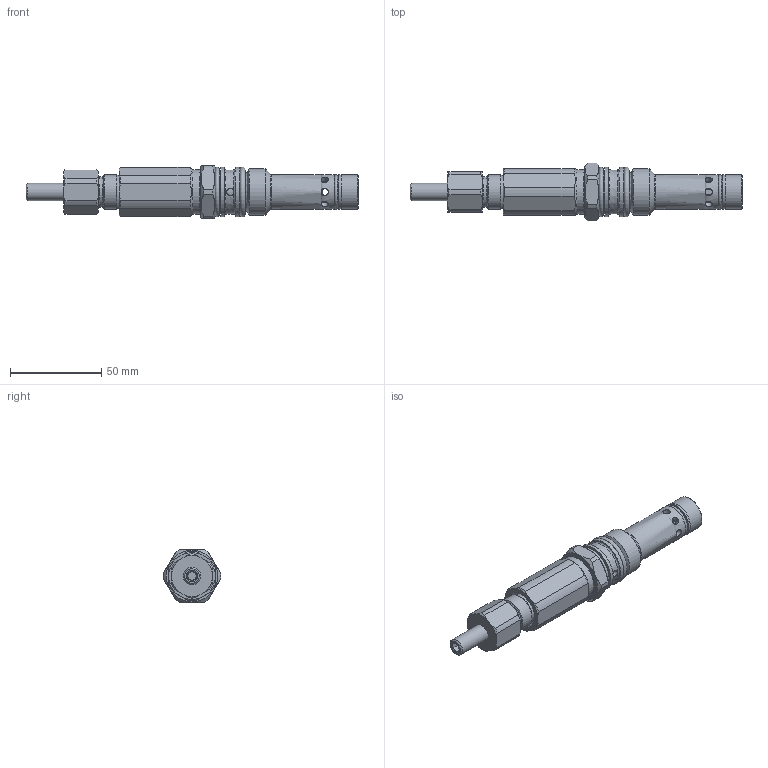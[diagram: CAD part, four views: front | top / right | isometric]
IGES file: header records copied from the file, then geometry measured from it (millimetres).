
Global section: file name: No Iges File Name specified; native system: Autodesk Inventor 2012; preprocessor: AutoDesk Inventor Iges Exporter R2012; author: JGroves; date: 20160308.105450; units: inch
Bounding box: 181.86 x 31.75 x 28.57 mm (x, y, z)
Surface area: 34896.1 mm2 (no closed solid volume)
Topology: 0 solids, 0 shells, 387 faces, 1604 edges, 1380 vertices
Faces by surface type: revolution 269, plane 118
